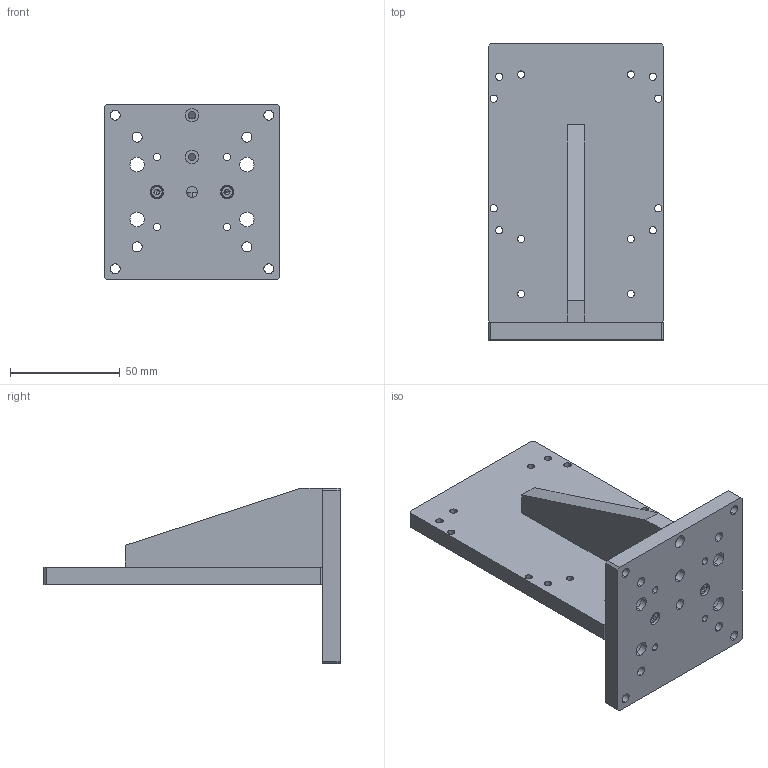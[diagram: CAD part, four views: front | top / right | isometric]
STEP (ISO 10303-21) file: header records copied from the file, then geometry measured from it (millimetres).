
FILE_DESCRIPTION (( 'STEP AP203' ), '1' );
FILE_NAME ('PHOB-A80B.step', '2019-05-08T10:22:19', ( '' ), ( '' ), 'SwSTEP 2.0', 'SolidWorks 2017', '' );
FILE_SCHEMA (( 'CONFIG_CONTROL_DESIGN' ));
Length unit declared in the file: millimetre
Products named in the file (1): PHOB-A80B
Bounding box: 80 x 135 x 80 mm (x, y, z)
Surface area: 47105.6 mm2 (no closed solid volume)
Topology: 0 solids, 17 shells, 217 faces, 861 edges, 660 vertices
Faces by surface type: cylinder 108, plane 89, cone 10, torus 10
Entity records: 9212 total; most frequent: CARTESIAN_POINT 1729, DIRECTION 1570, ORIENTED_EDGE 1307, EDGE_CURVE 851, VERTEX_POINT 660, LINE 568, VECTOR 568, AXIS2_PLACEMENT_3D 501
